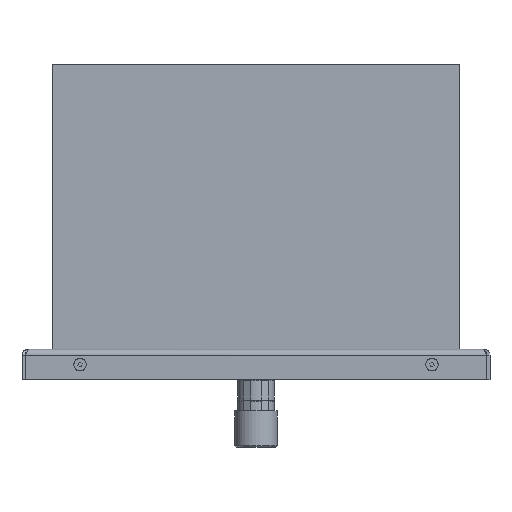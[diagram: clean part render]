
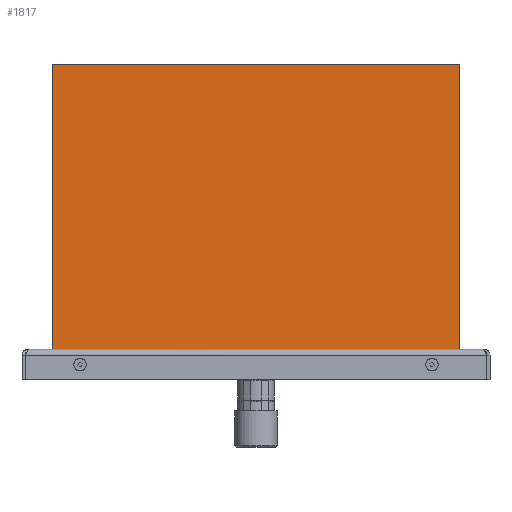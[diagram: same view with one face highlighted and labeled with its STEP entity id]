
A CAD part, front view. The second image highlights one B-rep face of the part: STEP entity #1817.
In plain terms, the highlighted planar face has unit normal (0, -1, 0).
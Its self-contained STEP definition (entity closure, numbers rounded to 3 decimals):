
#1817=ADVANCED_FACE('',(#3214),#3215,.T.);
#3214=FACE_OUTER_BOUND('',#4860,.T.);
#3215=PLANE('',#4861);
#4860=EDGE_LOOP('',(#7763,#7764,#7765,#7766));
#4861=AXIS2_PLACEMENT_3D('',#7767,#7768,#7769);
#7763=ORIENTED_EDGE('',*,*,#10074,.T.);
#7764=ORIENTED_EDGE('',*,*,#10078,.T.);
#7765=ORIENTED_EDGE('',*,*,#10066,.F.);
#7766=ORIENTED_EDGE('',*,*,#10070,.T.);
#7767=CARTESIAN_POINT('',(0.0,-10.0,1.5));
#7768=DIRECTION('',(0.0,-1.0,0.0));
#7769=DIRECTION('',(1.0,0.0,0.0));
#10066=EDGE_CURVE('',#11801,#11797,#11803,.T.);
#10070=EDGE_CURVE('',#11801,#11807,#11809,.T.);
#10074=EDGE_CURVE('',#11807,#11813,#11815,.T.);
#10078=EDGE_CURVE('',#11813,#11797,#11819,.T.);
#11797=VERTEX_POINT('',#14157);
#11801=VERTEX_POINT('',#14163);
#11803=LINE('',#14166,#14167);
#11807=VERTEX_POINT('',#14172);
#11809=LINE('',#14175,#14176);
#11813=VERTEX_POINT('',#14181);
#11815=LINE('',#14184,#14185);
#11819=LINE('',#14190,#14191);
#14157=CARTESIAN_POINT('',(-100.0,-10.0,155.0));
#14163=CARTESIAN_POINT('',(-100.0,-10.0,1.5));
#14166=CARTESIAN_POINT('',(-100.0,-10.0,1.5));
#14167=VECTOR('',#16301,1.0);
#14172=CARTESIAN_POINT('',(100.0,-10.0,1.5));
#14175=CARTESIAN_POINT('',(0.0,-10.0,1.5));
#14176=VECTOR('',#16304,1.0);
#14181=CARTESIAN_POINT('',(100.0,-10.0,155.0));
#14184=CARTESIAN_POINT('',(100.0,-10.0,1.5));
#14185=VECTOR('',#16307,1.0);
#14190=CARTESIAN_POINT('',(0.0,-10.0,155.0));
#14191=VECTOR('',#16309,1.0);
#16301=DIRECTION('',(0.0,0.0,1.0));
#16304=DIRECTION('',(1.0,0.0,0.0));
#16307=DIRECTION('',(0.0,0.0,1.0));
#16309=DIRECTION('',(-1.0,0.0,0.0));
